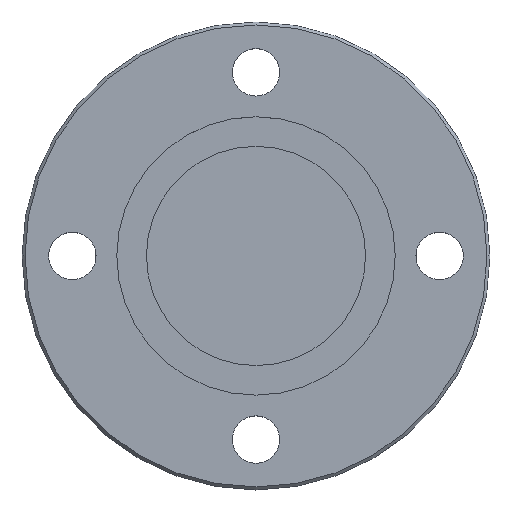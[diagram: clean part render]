
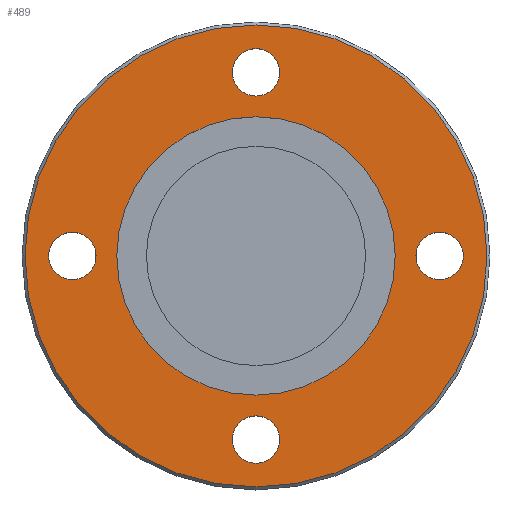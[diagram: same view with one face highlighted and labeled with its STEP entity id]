
A CAD part, top view. The second image highlights one B-rep face of the part: STEP entity #489.
In plain terms, the highlighted planar face has unit normal (0, 0, 1).
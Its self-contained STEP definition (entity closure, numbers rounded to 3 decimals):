
#1 = FACE_BOUND ( 'NONE', #309, .T. ) ;
#5 = VERTEX_POINT ( 'NONE', #539 ) ;
#11 = CARTESIAN_POINT ( 'NONE',  ( 0., -31., 10. ) ) ;
#15 = EDGE_CURVE ( 'NONE', #380, #498, #266, .T. ) ;
#18 = DIRECTION ( 'NONE',  ( 0., 0., 1. ) ) ;
#21 = EDGE_CURVE ( 'NONE', #559, #335, #682, .T. ) ;
#27 = DIRECTION ( 'NONE',  ( 0., 0., 1. ) ) ;
#34 = CARTESIAN_POINT ( 'NONE',  ( 4., 31., 10. ) ) ;
#56 = ORIENTED_EDGE ( 'NONE', *, *, #258, .F. ) ;
#61 = AXIS2_PLACEMENT_3D ( 'NONE', #74, #530, #704 ) ;
#68 = ORIENTED_EDGE ( 'NONE', *, *, #569, .F. ) ;
#70 = CARTESIAN_POINT ( 'NONE',  ( 0., 0., 10. ) ) ;
#73 = EDGE_CURVE ( 'NONE', #351, #294, #437, .T. ) ;
#74 = CARTESIAN_POINT ( 'NONE',  ( 0., 0., 10. ) ) ;
#75 = AXIS2_PLACEMENT_3D ( 'NONE', #412, #635, #520 ) ;
#80 = ORIENTED_EDGE ( 'NONE', *, *, #15, .F. ) ;
#83 = CIRCLE ( 'NONE', #506, 4. ) ;
#84 = CARTESIAN_POINT ( 'NONE',  ( 4., -31., 10. ) ) ;
#99 = CARTESIAN_POINT ( 'NONE',  ( 31., 0., 10. ) ) ;
#101 = DIRECTION ( 'NONE',  ( 0., 0., 1. ) ) ;
#110 = DIRECTION ( 'NONE',  ( 0., 0., 1. ) ) ;
#111 = ORIENTED_EDGE ( 'NONE', *, *, #21, .F. ) ;
#124 = CARTESIAN_POINT ( 'NONE',  ( 0., 31., 10. ) ) ;
#136 = AXIS2_PLACEMENT_3D ( 'NONE', #630, #404, #235 ) ;
#142 = EDGE_CURVE ( 'NONE', #368, #5, #189, .T. ) ;
#144 = EDGE_CURVE ( 'NONE', #251, #507, #473, .T. ) ;
#145 = VERTEX_POINT ( 'NONE', #84 ) ;
#149 = DIRECTION ( 'NONE',  ( -1., 0., 0. ) ) ;
#150 = CIRCLE ( 'NONE', #509, 23.5 ) ;
#163 = ORIENTED_EDGE ( 'NONE', *, *, #346, .F. ) ;
#170 = PLANE ( 'NONE',  #136 ) ;
#178 = CIRCLE ( 'NONE', #75, 39. ) ;
#184 = CARTESIAN_POINT ( 'NONE',  ( 31., 4., 10. ) ) ;
#187 = AXIS2_PLACEMENT_3D ( 'NONE', #11, #422, #646 ) ;
#189 = CIRCLE ( 'NONE', #61, 23.5 ) ;
#199 = CARTESIAN_POINT ( 'NONE',  ( -23.5, 0., 10. ) ) ;
#212 = FACE_BOUND ( 'NONE', #582, .T. ) ;
#218 = DIRECTION ( 'NONE',  ( 1., 0., 0. ) ) ;
#221 = CARTESIAN_POINT ( 'NONE',  ( 39., 0., 10. ) ) ;
#235 = DIRECTION ( 'NONE',  ( -1., 0., 0. ) ) ;
#239 = DIRECTION ( 'NONE',  ( 1., 0., 0. ) ) ;
#245 = DIRECTION ( 'NONE',  ( 0., 1., 0. ) ) ;
#251 = VERTEX_POINT ( 'NONE', #362 ) ;
#256 = DIRECTION ( 'NONE',  ( 0., -1., 0. ) ) ;
#258 = EDGE_CURVE ( 'NONE', #507, #251, #83, .T. ) ;
#266 = CIRCLE ( 'NONE', #614, 4. ) ;
#268 = DIRECTION ( 'NONE',  ( 0., 0., 1. ) ) ;
#284 = AXIS2_PLACEMENT_3D ( 'NONE', #622, #110, #218 ) ;
#294 = VERTEX_POINT ( 'NONE', #221 ) ;
#300 = DIRECTION ( 'NONE',  ( 0., 0., 1. ) ) ;
#302 = ORIENTED_EDGE ( 'NONE', *, *, #522, .F. ) ;
#309 = EDGE_LOOP ( 'NONE', ( #302, #457 ) ) ;
#314 = AXIS2_PLACEMENT_3D ( 'NONE', #449, #101, #594 ) ;
#326 = EDGE_LOOP ( 'NONE', ( #676, #584 ) ) ;
#335 = VERTEX_POINT ( 'NONE', #481 ) ;
#343 = CIRCLE ( 'NONE', #379, 4. ) ;
#346 = EDGE_CURVE ( 'NONE', #335, #559, #673, .T. ) ;
#349 = AXIS2_PLACEMENT_3D ( 'NONE', #550, #268, #149 ) ;
#351 = VERTEX_POINT ( 'NONE', #554 ) ;
#352 = DIRECTION ( 'NONE',  ( 0., 0., 1. ) ) ;
#355 = CARTESIAN_POINT ( 'NONE',  ( -4., 31., 10. ) ) ;
#357 = EDGE_CURVE ( 'NONE', #145, #730, #579, .T. ) ;
#362 = CARTESIAN_POINT ( 'NONE',  ( 31., -4., 10. ) ) ;
#368 = VERTEX_POINT ( 'NONE', #199 ) ;
#379 = AXIS2_PLACEMENT_3D ( 'NONE', #124, #352, #580 ) ;
#380 = VERTEX_POINT ( 'NONE', #34 ) ;
#404 = DIRECTION ( 'NONE',  ( 0., 0., -1. ) ) ;
#412 = CARTESIAN_POINT ( 'NONE',  ( 0., 0., 10. ) ) ;
#416 = DIRECTION ( 'NONE',  ( 1., 0., 0. ) ) ;
#419 = CARTESIAN_POINT ( 'NONE',  ( -31., 0., 10. ) ) ;
#422 = DIRECTION ( 'NONE',  ( 0., 0., 1. ) ) ;
#433 = DIRECTION ( 'NONE',  ( 0., 0., 1. ) ) ;
#437 = CIRCLE ( 'NONE', #284, 39. ) ;
#449 = CARTESIAN_POINT ( 'NONE',  ( -31., 0., 10. ) ) ;
#456 = FACE_OUTER_BOUND ( 'NONE', #634, .T. ) ;
#457 = ORIENTED_EDGE ( 'NONE', *, *, #142, .F. ) ;
#458 = AXIS2_PLACEMENT_3D ( 'NONE', #419, #18, #245 ) ;
#473 = CIRCLE ( 'NONE', #606, 4. ) ;
#478 = CARTESIAN_POINT ( 'NONE',  ( -4., -31., 10. ) ) ;
#481 = CARTESIAN_POINT ( 'NONE',  ( -31., 4., 10. ) ) ;
#489 = ADVANCED_FACE ( 'NONE', ( #212, #729, #565, #510, #1, #456 ), #170, .F. ) ;
#498 = VERTEX_POINT ( 'NONE', #355 ) ;
#499 = EDGE_CURVE ( 'NONE', #294, #351, #178, .T. ) ;
#506 = AXIS2_PLACEMENT_3D ( 'NONE', #589, #27, #256 ) ;
#507 = VERTEX_POINT ( 'NONE', #184 ) ;
#509 = AXIS2_PLACEMENT_3D ( 'NONE', #70, #687, #416 ) ;
#510 = FACE_BOUND ( 'NONE', #577, .T. ) ;
#520 = DIRECTION ( 'NONE',  ( 1., 0., 0. ) ) ;
#521 = CARTESIAN_POINT ( 'NONE',  ( 0., 31., 10. ) ) ;
#522 = EDGE_CURVE ( 'NONE', #5, #368, #150, .T. ) ;
#526 = ORIENTED_EDGE ( 'NONE', *, *, #144, .F. ) ;
#528 = CIRCLE ( 'NONE', #187, 4. ) ;
#530 = DIRECTION ( 'NONE',  ( 0., 0., 1. ) ) ;
#539 = CARTESIAN_POINT ( 'NONE',  ( 23.5, 0., 10. ) ) ;
#550 = CARTESIAN_POINT ( 'NONE',  ( 0., -31., 10. ) ) ;
#554 = CARTESIAN_POINT ( 'NONE',  ( -39., 0., 10. ) ) ;
#559 = VERTEX_POINT ( 'NONE', #640 ) ;
#563 = EDGE_LOOP ( 'NONE', ( #526, #56 ) ) ;
#565 = FACE_BOUND ( 'NONE', #563, .T. ) ;
#569 = EDGE_CURVE ( 'NONE', #498, #380, #343, .T. ) ;
#577 = EDGE_LOOP ( 'NONE', ( #80, #68 ) ) ;
#579 = CIRCLE ( 'NONE', #349, 4. ) ;
#580 = DIRECTION ( 'NONE',  ( 1., 0., 0. ) ) ;
#581 = EDGE_CURVE ( 'NONE', #730, #145, #528, .T. ) ;
#582 = EDGE_LOOP ( 'NONE', ( #163, #111 ) ) ;
#584 = ORIENTED_EDGE ( 'NONE', *, *, #357, .F. ) ;
#589 = CARTESIAN_POINT ( 'NONE',  ( 31., 0., 10. ) ) ;
#594 = DIRECTION ( 'NONE',  ( 0., 1., 0. ) ) ;
#606 = AXIS2_PLACEMENT_3D ( 'NONE', #99, #433, #657 ) ;
#614 = AXIS2_PLACEMENT_3D ( 'NONE', #521, #300, #239 ) ;
#622 = CARTESIAN_POINT ( 'NONE',  ( 0., 0., 10. ) ) ;
#630 = CARTESIAN_POINT ( 'NONE',  ( 0., 39., 10. ) ) ;
#634 = EDGE_LOOP ( 'NONE', ( #714, #707 ) ) ;
#635 = DIRECTION ( 'NONE',  ( 0., 0., 1. ) ) ;
#640 = CARTESIAN_POINT ( 'NONE',  ( -31., -4., 10. ) ) ;
#646 = DIRECTION ( 'NONE',  ( -1., 0., 0. ) ) ;
#657 = DIRECTION ( 'NONE',  ( 0., -1., 0. ) ) ;
#673 = CIRCLE ( 'NONE', #314, 4. ) ;
#676 = ORIENTED_EDGE ( 'NONE', *, *, #581, .F. ) ;
#682 = CIRCLE ( 'NONE', #458, 4. ) ;
#687 = DIRECTION ( 'NONE',  ( 0., 0., 1. ) ) ;
#704 = DIRECTION ( 'NONE',  ( 1., 0., 0. ) ) ;
#707 = ORIENTED_EDGE ( 'NONE', *, *, #499, .T. ) ;
#714 = ORIENTED_EDGE ( 'NONE', *, *, #73, .T. ) ;
#729 = FACE_BOUND ( 'NONE', #326, .T. ) ;
#730 = VERTEX_POINT ( 'NONE', #478 ) ;
